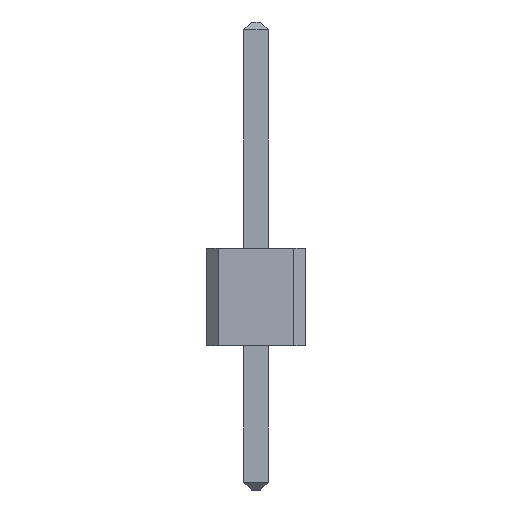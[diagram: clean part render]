
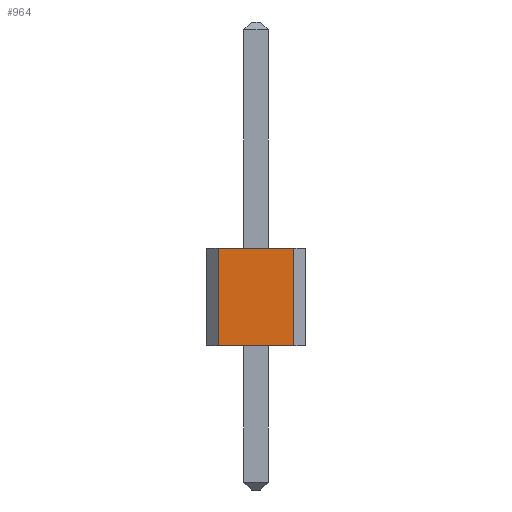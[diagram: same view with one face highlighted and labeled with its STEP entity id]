
A CAD part, left-side view. The second image highlights one B-rep face of the part: STEP entity #964.
In plain terms, the highlighted planar face has unit normal (-1, 0, 0).
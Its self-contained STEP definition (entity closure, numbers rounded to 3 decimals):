
#272 = PLANE('',#273);
#273 = AXIS2_PLACEMENT_3D('',#274,#275,#276);
#274 = CARTESIAN_POINT('',(-1.27,1.27,3.7));
#275 = DIRECTION('',(0.,0.,1.));
#276 = DIRECTION('',(1.,0.,0.));
#567 = VERTEX_POINT('',#568);
#568 = CARTESIAN_POINT('',(-1.27,0.97,3.7));
#582 = PLANE('',#583);
#583 = AXIS2_PLACEMENT_3D('',#584,#585,#586);
#584 = CARTESIAN_POINT('',(-1.12,1.12,3.7));
#585 = DIRECTION('',(-0.707,0.707,0.));
#586 = DIRECTION('',(-0.,-0.,-1.));
#594 = EDGE_CURVE('',#595,#567,#597,.T.);
#595 = VERTEX_POINT('',#596);
#596 = CARTESIAN_POINT('',(-1.27,-0.97,3.7));
#597 = SURFACE_CURVE('',#598,(#602,#609),.PCURVE_S1.);
#598 = LINE('',#599,#600);
#599 = CARTESIAN_POINT('',(-1.27,-1.27,3.7));
#600 = VECTOR('',#601,1.);
#601 = DIRECTION('',(0.,1.,0.));
#602 = PCURVE('',#272,#603);
#603 = DEFINITIONAL_REPRESENTATION('',(#604),#608);
#604 = LINE('',#605,#606);
#605 = CARTESIAN_POINT('',(0.,-2.54));
#606 = VECTOR('',#607,1.);
#607 = DIRECTION('',(0.,1.));
#608 = ( GEOMETRIC_REPRESENTATION_CONTEXT(2) 
PARAMETRIC_REPRESENTATION_CONTEXT() REPRESENTATION_CONTEXT('2D SPACE',''
  ) );
#609 = PCURVE('',#610,#615);
#610 = PLANE('',#611);
#611 = AXIS2_PLACEMENT_3D('',#612,#613,#614);
#612 = CARTESIAN_POINT('',(-1.27,-1.27,3.7));
#613 = DIRECTION('',(-1.,0.,0.));
#614 = DIRECTION('',(0.,1.,0.));
#615 = DEFINITIONAL_REPRESENTATION('',(#616),#620);
#616 = LINE('',#617,#618);
#617 = CARTESIAN_POINT('',(0.,0.));
#618 = VECTOR('',#619,1.);
#619 = DIRECTION('',(1.,0.));
#620 = ( GEOMETRIC_REPRESENTATION_CONTEXT(2) 
PARAMETRIC_REPRESENTATION_CONTEXT() REPRESENTATION_CONTEXT('2D SPACE',''
  ) );
#638 = PLANE('',#639);
#639 = AXIS2_PLACEMENT_3D('',#640,#641,#642);
#640 = CARTESIAN_POINT('',(-1.12,-1.12,3.7));
#641 = DIRECTION('',(-0.707,-0.707,0.));
#642 = DIRECTION('',(0.,0.,1.));
#834 = PLANE('',#835);
#835 = AXIS2_PLACEMENT_3D('',#836,#837,#838);
#836 = CARTESIAN_POINT('',(-1.27,1.27,6.2));
#837 = DIRECTION('',(0.,0.,1.));
#838 = DIRECTION('',(1.,0.,0.));
#873 = VERTEX_POINT('',#874);
#874 = CARTESIAN_POINT('',(-1.27,0.97,6.2));
#895 = EDGE_CURVE('',#567,#873,#896,.T.);
#896 = SURFACE_CURVE('',#897,(#901,#908),.PCURVE_S1.);
#897 = LINE('',#898,#899);
#898 = CARTESIAN_POINT('',(-1.27,0.97,3.7));
#899 = VECTOR('',#900,1.);
#900 = DIRECTION('',(0.,0.,1.));
#901 = PCURVE('',#582,#902);
#902 = DEFINITIONAL_REPRESENTATION('',(#903),#907);
#903 = LINE('',#904,#905);
#904 = CARTESIAN_POINT('',(-0.,0.212));
#905 = VECTOR('',#906,1.);
#906 = DIRECTION('',(-1.,0.));
#907 = ( GEOMETRIC_REPRESENTATION_CONTEXT(2) 
PARAMETRIC_REPRESENTATION_CONTEXT() REPRESENTATION_CONTEXT('2D SPACE',''
  ) );
#908 = PCURVE('',#610,#909);
#909 = DEFINITIONAL_REPRESENTATION('',(#910),#914);
#910 = LINE('',#911,#912);
#911 = CARTESIAN_POINT('',(2.24,0.));
#912 = VECTOR('',#913,1.);
#913 = DIRECTION('',(0.,-1.));
#914 = ( GEOMETRIC_REPRESENTATION_CONTEXT(2) 
PARAMETRIC_REPRESENTATION_CONTEXT() REPRESENTATION_CONTEXT('2D SPACE',''
  ) );
#964 = ADVANCED_FACE('',(#965),#610,.T.);
#965 = FACE_BOUND('',#966,.T.);
#966 = EDGE_LOOP('',(#967,#968,#991,#1012));
#967 = ORIENTED_EDGE('',*,*,#594,.F.);
#968 = ORIENTED_EDGE('',*,*,#969,.T.);
#969 = EDGE_CURVE('',#595,#970,#972,.T.);
#970 = VERTEX_POINT('',#971);
#971 = CARTESIAN_POINT('',(-1.27,-0.97,6.2));
#972 = SURFACE_CURVE('',#973,(#977,#984),.PCURVE_S1.);
#973 = LINE('',#974,#975);
#974 = CARTESIAN_POINT('',(-1.27,-0.97,3.7));
#975 = VECTOR('',#976,1.);
#976 = DIRECTION('',(0.,0.,1.));
#977 = PCURVE('',#610,#978);
#978 = DEFINITIONAL_REPRESENTATION('',(#979),#983);
#979 = LINE('',#980,#981);
#980 = CARTESIAN_POINT('',(0.3,0.));
#981 = VECTOR('',#982,1.);
#982 = DIRECTION('',(0.,-1.));
#983 = ( GEOMETRIC_REPRESENTATION_CONTEXT(2) 
PARAMETRIC_REPRESENTATION_CONTEXT() REPRESENTATION_CONTEXT('2D SPACE',''
  ) );
#984 = PCURVE('',#638,#985);
#985 = DEFINITIONAL_REPRESENTATION('',(#986),#990);
#986 = LINE('',#987,#988);
#987 = CARTESIAN_POINT('',(0.,0.212));
#988 = VECTOR('',#989,1.);
#989 = DIRECTION('',(1.,0.));
#990 = ( GEOMETRIC_REPRESENTATION_CONTEXT(2) 
PARAMETRIC_REPRESENTATION_CONTEXT() REPRESENTATION_CONTEXT('2D SPACE',''
  ) );
#991 = ORIENTED_EDGE('',*,*,#992,.T.);
#992 = EDGE_CURVE('',#970,#873,#993,.T.);
#993 = SURFACE_CURVE('',#994,(#998,#1005),.PCURVE_S1.);
#994 = LINE('',#995,#996);
#995 = CARTESIAN_POINT('',(-1.27,-1.27,6.2));
#996 = VECTOR('',#997,1.);
#997 = DIRECTION('',(0.,1.,0.));
#998 = PCURVE('',#610,#999);
#999 = DEFINITIONAL_REPRESENTATION('',(#1000),#1004);
#1000 = LINE('',#1001,#1002);
#1001 = CARTESIAN_POINT('',(0.,-2.5));
#1002 = VECTOR('',#1003,1.);
#1003 = DIRECTION('',(1.,0.));
#1004 = ( GEOMETRIC_REPRESENTATION_CONTEXT(2) 
PARAMETRIC_REPRESENTATION_CONTEXT() REPRESENTATION_CONTEXT('2D SPACE',''
  ) );
#1005 = PCURVE('',#834,#1006);
#1006 = DEFINITIONAL_REPRESENTATION('',(#1007),#1011);
#1007 = LINE('',#1008,#1009);
#1008 = CARTESIAN_POINT('',(0.,-2.54));
#1009 = VECTOR('',#1010,1.);
#1010 = DIRECTION('',(0.,1.));
#1011 = ( GEOMETRIC_REPRESENTATION_CONTEXT(2) 
PARAMETRIC_REPRESENTATION_CONTEXT() REPRESENTATION_CONTEXT('2D SPACE',''
  ) );
#1012 = ORIENTED_EDGE('',*,*,#895,.F.);
